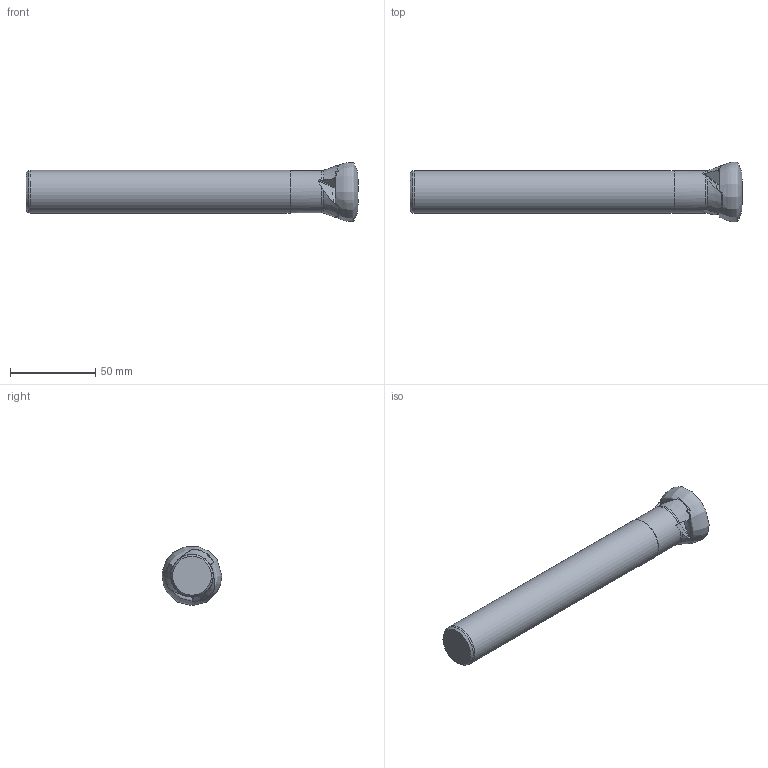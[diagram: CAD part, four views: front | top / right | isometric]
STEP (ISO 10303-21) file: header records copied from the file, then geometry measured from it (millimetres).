
FILE_DESCRIPTION (( 'STEP AP214' ), '1' );
FILE_NAME ('00PP-35-25-12-3-195.STEP', '2013-10-18T12:33:17', ( '' ), ( '' ), 'SwSTEP 2.0', 'SolidWorks 2013', '' );
FILE_SCHEMA (( 'AUTOMOTIVE_DESIGN' ));
Length unit declared in the file: millimetre
Products named in the file (1): 00PP-35-25-12-3-195
Bounding box: 194.95 x 34.96 x 34.68 mm (x, y, z)
Volume: 99367.1 mm3; surface area: 17629 mm2
Topology: 1 solids, 1 shells, 129 faces, 357 edges, 230 vertices
Faces by surface type: plane 53, cylinder 29, cone 24, bspline 17, torus 6
Full cylindrical faces by diameter (mm): 24.8 x1, 25 x1
Entity records: 7014 total; most frequent: CARTESIAN_POINT 4125, ORIENTED_EDGE 688, DIRECTION 473, EDGE_CURVE 344, VERTEX_POINT 224, AXIS2_PLACEMENT_3D 187, B_SPLINE_CURVE_WITH_KNOTS 144, EDGE_LOOP 134
